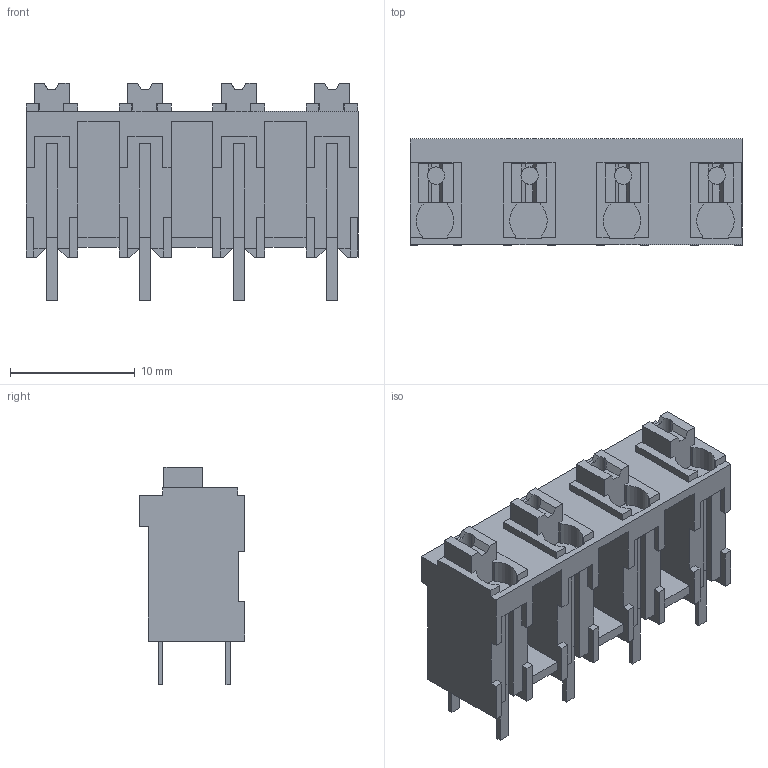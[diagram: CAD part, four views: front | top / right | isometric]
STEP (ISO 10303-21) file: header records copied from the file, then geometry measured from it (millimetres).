
FILE_DESCRIPTION(('CATIA V5 STEP Exchange','CAx-IF Rec.Pracs.--- Model Styling and Organization---1.2---2011-12-15'),'2;1');
FILE_NAME ('D1458085_0_1875060000_1875060000.stp','2018-03-20T09:41:29+00:00',('none'),('Weidmueller'),'CATIA Version 5-6 Release 2014','CATIA V5 STEP AP214','none');
FILE_SCHEMA(('AUTOMOTIVE_DESIGN { 1 0 10303 214 1 1 1 1 }'));
Length unit declared in the file: millimetre
Products named in the file (1): 1875060000
Bounding box: 26.63 x 8.5 x 17.45 mm (x, y, z)
Volume: 1591.8 mm3; surface area: 2496.1 mm2
Topology: 13 solids, 13 shells, 358 faces, 1013 edges, 683 vertices
Faces by surface type: plane 342, cylinder 16
Entity records: 11241 total; most frequent: CARTESIAN_POINT 2079, ORIENTED_EDGE 2026, DIRECTION 1518, EDGE_CURVE 1013, VECTOR 949, LINE 949, VERTEX_POINT 683, EDGE_LOOP 360
